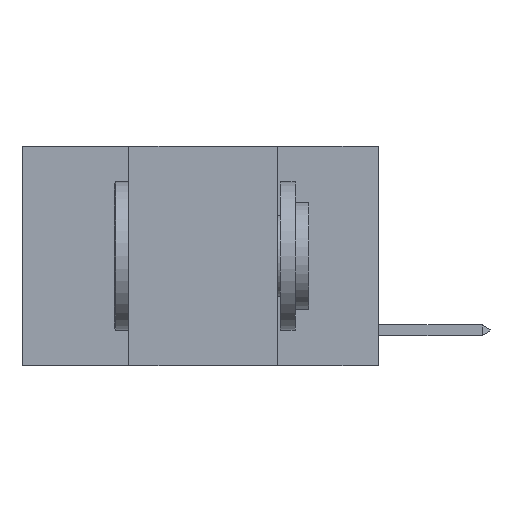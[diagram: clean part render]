
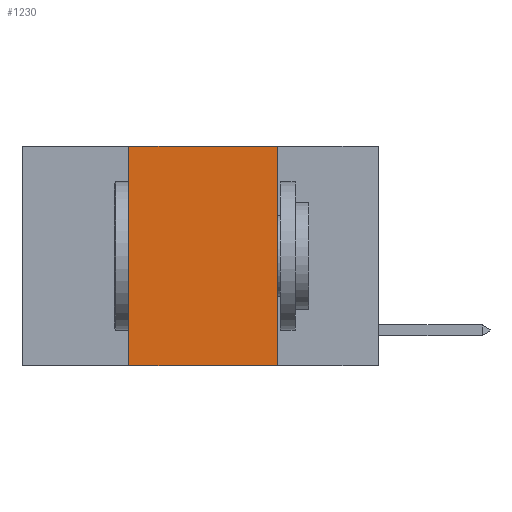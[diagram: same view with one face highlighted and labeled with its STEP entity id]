
A CAD part, left-side view. The second image highlights one B-rep face of the part: STEP entity #1230.
In plain terms, the highlighted planar face has unit normal (-1, 0, 0).
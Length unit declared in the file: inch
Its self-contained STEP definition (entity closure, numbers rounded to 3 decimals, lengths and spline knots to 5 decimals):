
#286 = VERTEX_POINT ( 'NONE', #1540 ) ;
#900 = EDGE_CURVE ( 'NONE', #9328, #3647, #11850, .T. ) ;
#1012 = DIRECTION ( 'NONE',  ( 0., 0., -1. ) ) ;
#1230 = ADVANCED_FACE ( 'NONE', ( #5778 ), #4108, .F. ) ;
#1540 = CARTESIAN_POINT ( 'NONE',  ( 0., 0.42, 0. ) ) ;
#1557 = LINE ( 'NONE', #6619, #3380 ) ;
#1583 = ORIENTED_EDGE ( 'NONE', *, *, #13147, .F. ) ;
#1922 = DIRECTION ( 'NONE',  ( 1., 0., 0. ) ) ;
#2304 = EDGE_CURVE ( 'NONE', #9328, #286, #1557, .T. ) ;
#2325 = DIRECTION ( 'NONE',  ( 0., -1., 0. ) ) ;
#2371 = CARTESIAN_POINT ( 'NONE',  ( 0., 0.6, 0. ) ) ;
#3292 = ORIENTED_EDGE ( 'NONE', *, *, #2304, .F. ) ;
#3380 = VECTOR ( 'NONE', #4537, 39.37008 ) ;
#3647 = VERTEX_POINT ( 'NONE', #7269 ) ;
#3821 = CARTESIAN_POINT ( 'NONE',  ( 0., 0.17, 0. ) ) ;
#4086 = VECTOR ( 'NONE', #2325, 39.37008 ) ;
#4108 = PLANE ( 'NONE',  #9352 ) ;
#4494 = CARTESIAN_POINT ( 'NONE',  ( 0., 0.6, -0.37 ) ) ;
#4537 = DIRECTION ( 'NONE',  ( 0., 0., 1. ) ) ;
#4906 = LINE ( 'NONE', #3821, #11628 ) ;
#5778 = FACE_OUTER_BOUND ( 'NONE', #8663, .T. ) ;
#6619 = CARTESIAN_POINT ( 'NONE',  ( 0., 0.42, 0. ) ) ;
#6731 = ORIENTED_EDGE ( 'NONE', *, *, #6749, .F. ) ;
#6749 = EDGE_CURVE ( 'NONE', #10048, #3647, #4906, .T. ) ;
#7269 = CARTESIAN_POINT ( 'NONE',  ( 0., 0.17, -0.37 ) ) ;
#7977 = DIRECTION ( 'NONE',  ( 0., -1., 0. ) ) ;
#8225 = CARTESIAN_POINT ( 'NONE',  ( 0., 0.42, -0.37 ) ) ;
#8306 = LINE ( 'NONE', #2371, #4086 ) ;
#8663 = EDGE_LOOP ( 'NONE', ( #6731, #1583, #3292, #9671 ) ) ;
#8845 = CARTESIAN_POINT ( 'NONE',  ( 0., 0.17, 0. ) ) ;
#9328 = VERTEX_POINT ( 'NONE', #8225 ) ;
#9352 = AXIS2_PLACEMENT_3D ( 'NONE', #12681, #1922, #1012 ) ;
#9671 = ORIENTED_EDGE ( 'NONE', *, *, #900, .T. ) ;
#10048 = VERTEX_POINT ( 'NONE', #8845 ) ;
#10172 = DIRECTION ( 'NONE',  ( 0., 0., -1. ) ) ;
#11628 = VECTOR ( 'NONE', #10172, 39.37008 ) ;
#11850 = LINE ( 'NONE', #4494, #12181 ) ;
#12181 = VECTOR ( 'NONE', #7977, 39.37008 ) ;
#12681 = CARTESIAN_POINT ( 'NONE',  ( 0., 0.6, 0. ) ) ;
#13147 = EDGE_CURVE ( 'NONE', #286, #10048, #8306, .T. ) ;
